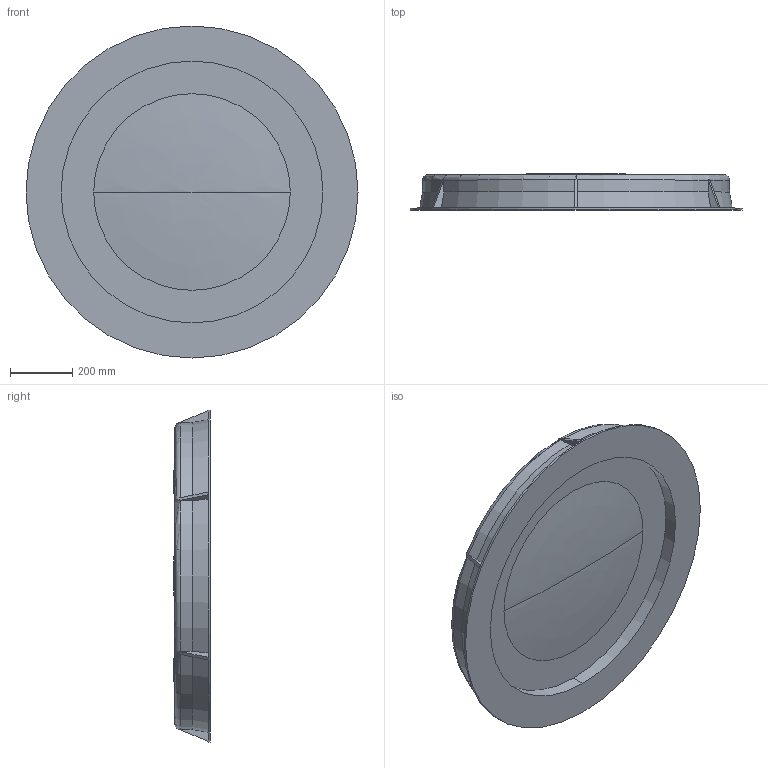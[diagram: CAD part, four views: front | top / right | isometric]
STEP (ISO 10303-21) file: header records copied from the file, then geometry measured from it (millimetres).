
FILE_DESCRIPTION (( 'STEP AP214' ), '1' );
FILE_NAME ('VPC - 4000 Assem1.STEP', '2021-02-17T16:21:56', ( '' ), ( '' ), 'SwSTEP 2.0', 'SolidWorks 2020', '' );
FILE_SCHEMA (( 'AUTOMOTIVE_DESIGN' ));
Length unit declared in the file: inch
Products named in the file (3): VPC-4000 lid; VPC-4000 base; VPC - 4000 Assem1
Assembly tree (2 placements, depth 2):
  VPC - 4000 Assem1
    VPC-4000 base
    VPC-4000 lid
Bounding box: 1065 x 116.2 x 1065 mm (x, y, z)
Volume: 64960896.6 mm3; surface area: 2844645 mm2
Topology: 2 solids, 2 shells, 1754 faces, 4902 edges, 3259 vertices
Faces by surface type: plane 1694, cylinder 46, torus 6, cone 6, bspline 2
Entity records: 55492 total; most frequent: CARTESIAN_POINT 10062, ORIENTED_EDGE 9800, DIRECTION 8536, EDGE_CURVE 4900, LINE 4710, VECTOR 4710, VERTEX_POINT 3259, AXIS2_PLACEMENT_3D 1913
